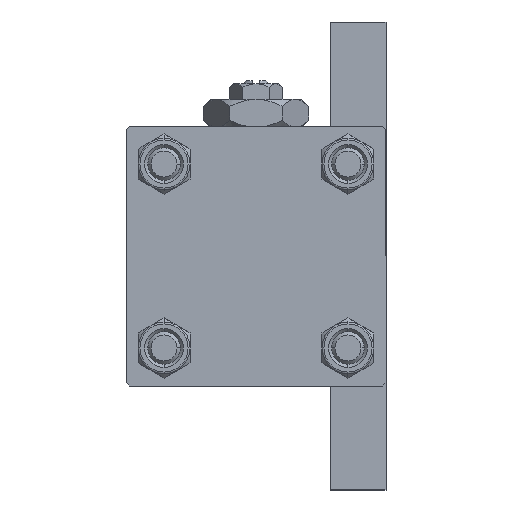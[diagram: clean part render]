
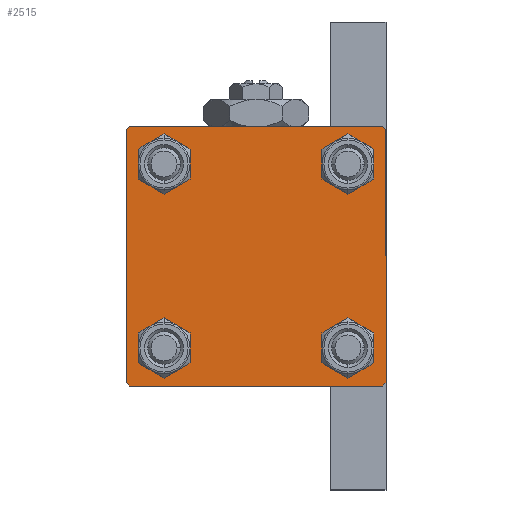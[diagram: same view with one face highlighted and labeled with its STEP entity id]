
A CAD part, left-side view. The second image highlights one B-rep face of the part: STEP entity #2515.
In plain terms, the highlighted planar face has unit normal (-1, 0, 0).
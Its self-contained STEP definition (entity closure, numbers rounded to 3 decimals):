
#578 = CARTESIAN_POINT ( 'NONE',  ( 0., -14.15, -14.15 ) ) ;
#721 = CARTESIAN_POINT ( 'NONE',  ( 0., 20., 20. ) ) ;
#1079 = LINE ( 'NONE', #25091, #2953 ) ;
#1131 = VECTOR ( 'NONE', #30248, 1000. ) ;
#1335 = CIRCLE ( 'NONE', #46133, 3. ) ;
#2315 = ORIENTED_EDGE ( 'NONE', *, *, #30761, .T. ) ;
#2515 = ADVANCED_FACE ( 'NONE', ( #14875, #33631, #30126, #23867, #11610 ), #11860, .T. ) ;
#2953 = VECTOR ( 'NONE', #6821, 1000. ) ;
#3021 = VERTEX_POINT ( 'NONE', #9509 ) ;
#3079 = CARTESIAN_POINT ( 'NONE',  ( 0., 19.5, 20. ) ) ;
#3089 = VERTEX_POINT ( 'NONE', #37479 ) ;
#3504 = EDGE_CURVE ( 'NONE', #18712, #14591, #42922, .T. ) ;
#3506 = EDGE_CURVE ( 'NONE', #28319, #10337, #32001, .T. ) ;
#5375 = DIRECTION ( 'NONE',  ( 0., 0., 1. ) ) ;
#5614 = DIRECTION ( 'NONE',  ( 1., 0., 0. ) ) ;
#6069 = CARTESIAN_POINT ( 'NONE',  ( 0., -19.75, -19.75 ) ) ;
#6821 = DIRECTION ( 'NONE',  ( 0., 0., -1. ) ) ;
#7672 = DIRECTION ( 'NONE',  ( 0., 0.707, 0.707 ) ) ;
#7965 = VERTEX_POINT ( 'NONE', #21900 ) ;
#8263 = DIRECTION ( 'NONE',  ( 0., 0., 1. ) ) ;
#8350 = CARTESIAN_POINT ( 'NONE',  ( 0., 19.75, -19.75 ) ) ;
#8368 = CIRCLE ( 'NONE', #34726, 3. ) ;
#8392 = ORIENTED_EDGE ( 'NONE', *, *, #27121, .T. ) ;
#8712 = EDGE_CURVE ( 'NONE', #43121, #48108, #20306, .T. ) ;
#8853 = DIRECTION ( 'NONE',  ( 0., 0., 1. ) ) ;
#8951 = EDGE_CURVE ( 'NONE', #48108, #3089, #35030, .T. ) ;
#9509 = CARTESIAN_POINT ( 'NONE',  ( 0., 14.15, 11.15 ) ) ;
#10046 = CARTESIAN_POINT ( 'NONE',  ( 0., -14.15, 14.15 ) ) ;
#10091 = VECTOR ( 'NONE', #36852, 1000. ) ;
#10337 = VERTEX_POINT ( 'NONE', #47146 ) ;
#10487 = CIRCLE ( 'NONE', #38501, 3. ) ;
#11169 = LINE ( 'NONE', #22697, #36598 ) ;
#11610 = FACE_OUTER_BOUND ( 'NONE', #33799, .T. ) ;
#11860 = PLANE ( 'NONE',  #12798 ) ;
#11979 = CARTESIAN_POINT ( 'NONE',  ( 0., -20., -19.5 ) ) ;
#12407 = CARTESIAN_POINT ( 'NONE',  ( 0., 19.5, -20. ) ) ;
#12492 = EDGE_CURVE ( 'NONE', #43121, #43231, #14014, .T. ) ;
#12702 = EDGE_LOOP ( 'NONE', ( #37048, #18716 ) ) ;
#12766 = CARTESIAN_POINT ( 'NONE',  ( 0., -14.15, 14.15 ) ) ;
#12798 = AXIS2_PLACEMENT_3D ( 'NONE', #45918, #16106, #27110 ) ;
#13069 = EDGE_CURVE ( 'NONE', #27900, #7965, #8368, .T. ) ;
#13500 = CARTESIAN_POINT ( 'NONE',  ( 0., 14.15, -14.15 ) ) ;
#13671 = ORIENTED_EDGE ( 'NONE', *, *, #40364, .T. ) ;
#14014 = LINE ( 'NONE', #18245, #1131 ) ;
#14361 = AXIS2_PLACEMENT_3D ( 'NONE', #12766, #27532, #39314 ) ;
#14591 = VERTEX_POINT ( 'NONE', #19610 ) ;
#14875 = FACE_BOUND ( 'NONE', #33049, .T. ) ;
#16106 = DIRECTION ( 'NONE',  ( -1., 0., 0. ) ) ;
#17495 = DIRECTION ( 'NONE',  ( 0., 0., 1. ) ) ;
#18245 = CARTESIAN_POINT ( 'NONE',  ( 0., 20., 20. ) ) ;
#18712 = VERTEX_POINT ( 'NONE', #12407 ) ;
#18716 = ORIENTED_EDGE ( 'NONE', *, *, #40119, .T. ) ;
#19252 = ORIENTED_EDGE ( 'NONE', *, *, #3506, .T. ) ;
#19610 = CARTESIAN_POINT ( 'NONE',  ( 0., -19.5, -20. ) ) ;
#19716 = EDGE_CURVE ( 'NONE', #3089, #18712, #42663, .T. ) ;
#20135 = CIRCLE ( 'NONE', #20951, 3. ) ;
#20215 = CARTESIAN_POINT ( 'NONE',  ( 0., 14.15, 14.15 ) ) ;
#20306 = LINE ( 'NONE', #25049, #38611 ) ;
#20735 = CARTESIAN_POINT ( 'NONE',  ( 0., 20., 19.5 ) ) ;
#20799 = DIRECTION ( 'NONE',  ( 0., 0.707, -0.707 ) ) ;
#20845 = ORIENTED_EDGE ( 'NONE', *, *, #27961, .F. ) ;
#20951 = AXIS2_PLACEMENT_3D ( 'NONE', #43913, #5614, #5375 ) ;
#21222 = CARTESIAN_POINT ( 'NONE',  ( 0., 14.15, 17.15 ) ) ;
#21900 = CARTESIAN_POINT ( 'NONE',  ( 0., 14.15, -17.15 ) ) ;
#21914 = EDGE_CURVE ( 'NONE', #41645, #43231, #11169, .T. ) ;
#22521 = CARTESIAN_POINT ( 'NONE',  ( 0., -14.15, 11.15 ) ) ;
#22697 = CARTESIAN_POINT ( 'NONE',  ( 0., -19.75, 19.75 ) ) ;
#23224 = VECTOR ( 'NONE', #31861, 1000. ) ;
#23613 = DIRECTION ( 'NONE',  ( 0., -0.707, -0.707 ) ) ;
#23867 = FACE_BOUND ( 'NONE', #12702, .T. ) ;
#23996 = ORIENTED_EDGE ( 'NONE', *, *, #13069, .T. ) ;
#24086 = AXIS2_PLACEMENT_3D ( 'NONE', #38018, #49298, #25478 ) ;
#24087 = ORIENTED_EDGE ( 'NONE', *, *, #19716, .T. ) ;
#24242 = DIRECTION ( 'NONE',  ( 0., 0., 1. ) ) ;
#25049 = CARTESIAN_POINT ( 'NONE',  ( 0., 19.75, 19.75 ) ) ;
#25091 = CARTESIAN_POINT ( 'NONE',  ( 0., -20., 20. ) ) ;
#25315 = DIRECTION ( 'NONE',  ( 0., 0., 1. ) ) ;
#25478 = DIRECTION ( 'NONE',  ( 0., 0., 1. ) ) ;
#26466 = VERTEX_POINT ( 'NONE', #11979 ) ;
#27018 = CARTESIAN_POINT ( 'NONE',  ( 0., 14.15, 14.15 ) ) ;
#27110 = DIRECTION ( 'NONE',  ( 0., 0., 1. ) ) ;
#27118 = CARTESIAN_POINT ( 'NONE',  ( 0., 20., -20. ) ) ;
#27121 = EDGE_CURVE ( 'NONE', #14591, #26466, #47647, .T. ) ;
#27516 = DIRECTION ( 'NONE',  ( 1., 0., 0. ) ) ;
#27532 = DIRECTION ( 'NONE',  ( 1., 0., 0. ) ) ;
#27557 = CARTESIAN_POINT ( 'NONE',  ( 0., -14.15, -11.15 ) ) ;
#27586 = EDGE_CURVE ( 'NONE', #34075, #3021, #29302, .T. ) ;
#27900 = VERTEX_POINT ( 'NONE', #31863 ) ;
#27961 = EDGE_CURVE ( 'NONE', #41645, #26466, #1079, .T. ) ;
#28319 = VERTEX_POINT ( 'NONE', #27557 ) ;
#28909 = ORIENTED_EDGE ( 'NONE', *, *, #8951, .T. ) ;
#29302 = CIRCLE ( 'NONE', #36510, 3. ) ;
#29672 = CIRCLE ( 'NONE', #24086, 3. ) ;
#30126 = FACE_BOUND ( 'NONE', #39069, .T. ) ;
#30248 = DIRECTION ( 'NONE',  ( 0., -1., 0. ) ) ;
#30406 = ORIENTED_EDGE ( 'NONE', *, *, #21914, .T. ) ;
#30761 = EDGE_CURVE ( 'NONE', #45894, #41908, #1335, .T. ) ;
#31508 = DIRECTION ( 'NONE',  ( 0., 0., -1. ) ) ;
#31861 = DIRECTION ( 'NONE',  ( 0., -1., 0. ) ) ;
#31863 = CARTESIAN_POINT ( 'NONE',  ( 0., 14.15, -11.15 ) ) ;
#32001 = CIRCLE ( 'NONE', #42442, 3. ) ;
#33049 = EDGE_LOOP ( 'NONE', ( #33170, #2315 ) ) ;
#33170 = ORIENTED_EDGE ( 'NONE', *, *, #37021, .T. ) ;
#33312 = DIRECTION ( 'NONE',  ( 1., 0., 0. ) ) ;
#33631 = FACE_BOUND ( 'NONE', #37692, .T. ) ;
#33799 = EDGE_LOOP ( 'NONE', ( #28909, #24087, #49166, #8392, #20845, #30406, #37826, #48159 ) ) ;
#34075 = VERTEX_POINT ( 'NONE', #21222 ) ;
#34726 = AXIS2_PLACEMENT_3D ( 'NONE', #13500, #36528, #17495 ) ;
#35030 = LINE ( 'NONE', #721, #45784 ) ;
#35501 = DIRECTION ( 'NONE',  ( 1., 0., 0. ) ) ;
#35948 = CIRCLE ( 'NONE', #14361, 3. ) ;
#36382 = CARTESIAN_POINT ( 'NONE',  ( 0., -20., 19.5 ) ) ;
#36510 = AXIS2_PLACEMENT_3D ( 'NONE', #20215, #35501, #24242 ) ;
#36528 = DIRECTION ( 'NONE',  ( 1., 0., 0. ) ) ;
#36598 = VECTOR ( 'NONE', #7672, 1000. ) ;
#36852 = DIRECTION ( 'NONE',  ( 0., -0.707, 0.707 ) ) ;
#37021 = EDGE_CURVE ( 'NONE', #41908, #45894, #35948, .T. ) ;
#37048 = ORIENTED_EDGE ( 'NONE', *, *, #27586, .T. ) ;
#37479 = CARTESIAN_POINT ( 'NONE',  ( 0., 20., -19.5 ) ) ;
#37692 = EDGE_LOOP ( 'NONE', ( #19252, #13671 ) ) ;
#37826 = ORIENTED_EDGE ( 'NONE', *, *, #12492, .F. ) ;
#38018 = CARTESIAN_POINT ( 'NONE',  ( 0., -14.15, -14.15 ) ) ;
#38501 = AXIS2_PLACEMENT_3D ( 'NONE', #27018, #27516, #8263 ) ;
#38611 = VECTOR ( 'NONE', #20799, 1000. ) ;
#39069 = EDGE_LOOP ( 'NONE', ( #23996, #39621 ) ) ;
#39157 = DIRECTION ( 'NONE',  ( 1., 0., 0. ) ) ;
#39314 = DIRECTION ( 'NONE',  ( 0., 0., 1. ) ) ;
#39621 = ORIENTED_EDGE ( 'NONE', *, *, #43027, .T. ) ;
#40119 = EDGE_CURVE ( 'NONE', #3021, #34075, #10487, .T. ) ;
#40364 = EDGE_CURVE ( 'NONE', #10337, #28319, #29672, .T. ) ;
#41645 = VERTEX_POINT ( 'NONE', #36382 ) ;
#41908 = VERTEX_POINT ( 'NONE', #46617 ) ;
#42170 = VECTOR ( 'NONE', #23613, 1000. ) ;
#42442 = AXIS2_PLACEMENT_3D ( 'NONE', #578, #39157, #8853 ) ;
#42663 = LINE ( 'NONE', #8350, #42170 ) ;
#42922 = LINE ( 'NONE', #27118, #23224 ) ;
#43027 = EDGE_CURVE ( 'NONE', #7965, #27900, #20135, .T. ) ;
#43121 = VERTEX_POINT ( 'NONE', #3079 ) ;
#43231 = VERTEX_POINT ( 'NONE', #43794 ) ;
#43794 = CARTESIAN_POINT ( 'NONE',  ( 0., -19.5, 20. ) ) ;
#43913 = CARTESIAN_POINT ( 'NONE',  ( 0., 14.15, -14.15 ) ) ;
#45784 = VECTOR ( 'NONE', #31508, 1000. ) ;
#45894 = VERTEX_POINT ( 'NONE', #22521 ) ;
#45918 = CARTESIAN_POINT ( 'NONE',  ( 0., 0., 0. ) ) ;
#46133 = AXIS2_PLACEMENT_3D ( 'NONE', #10046, #33312, #25315 ) ;
#46617 = CARTESIAN_POINT ( 'NONE',  ( 0., -14.15, 17.15 ) ) ;
#47146 = CARTESIAN_POINT ( 'NONE',  ( 0., -14.15, -17.15 ) ) ;
#47647 = LINE ( 'NONE', #6069, #10091 ) ;
#48108 = VERTEX_POINT ( 'NONE', #20735 ) ;
#48159 = ORIENTED_EDGE ( 'NONE', *, *, #8712, .T. ) ;
#49166 = ORIENTED_EDGE ( 'NONE', *, *, #3504, .T. ) ;
#49298 = DIRECTION ( 'NONE',  ( 1., 0., 0. ) ) ;
